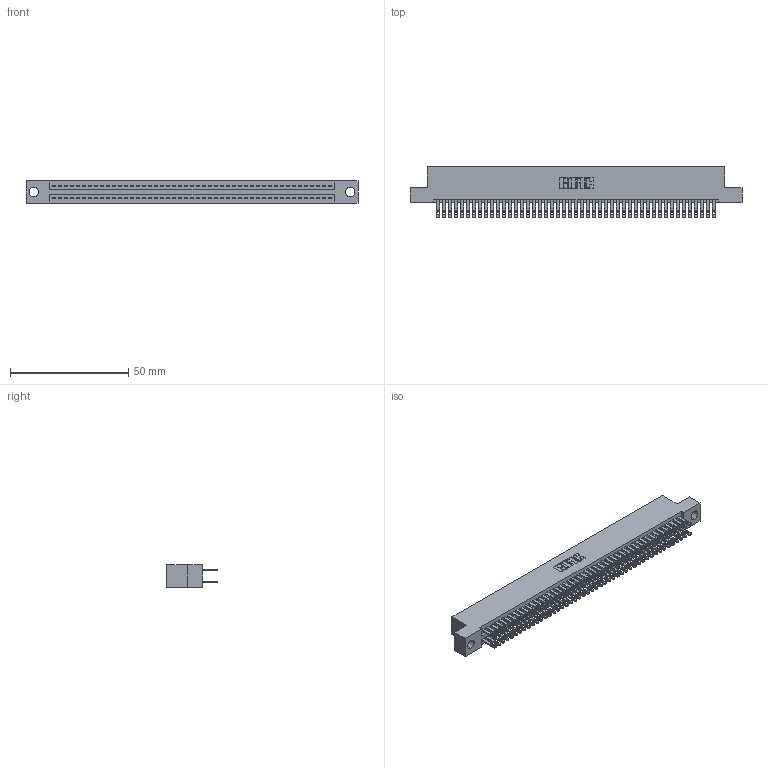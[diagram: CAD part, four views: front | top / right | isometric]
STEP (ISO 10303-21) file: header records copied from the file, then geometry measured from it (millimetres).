
FILE_DESCRIPTION (( 'STEP AP203' ), '1' );
FILE_NAME ('345-094-500-204.STEP', '2021-05-20T16:04:07', ( '' ), ( '' ), 'SwSTEP 2.0', 'SolidWorks 2020', '' );
FILE_SCHEMA (( 'CONFIG_CONTROL_DESIGN' ));
Length unit declared in the file: inch
Products named in the file (3): 345 Part_Flush Mounting Lugs - 0.156 Dia-TI; 345-292-001_345-293-100; 345-094-500-204
Assembly tree (95 placements, depth 2):
  345-094-500-204
    345 Part_Flush Mounting Lugs - 0.156 Dia-TI
    345-292-001_345-293-100  x94
Bounding box: 140.59 x 21.51 x 9.4 mm (x, y, z)
Volume: 13884.7 mm3; surface area: 21431 mm2
Topology: 95 solids, 95 shells, 4464 faces, 13631 edges, 9086 vertices
Faces by surface type: plane 2632, cylinder 1832
Entity records: 36553 total; most frequent: CARTESIAN_POINT 6126, ORIENTED_EDGE 6058, DIRECTION 5397, EDGE_CURVE 3029, LINE 2705, VECTOR 2705, VERTEX_POINT 2018, AXIS2_PLACEMENT_3D 1346
